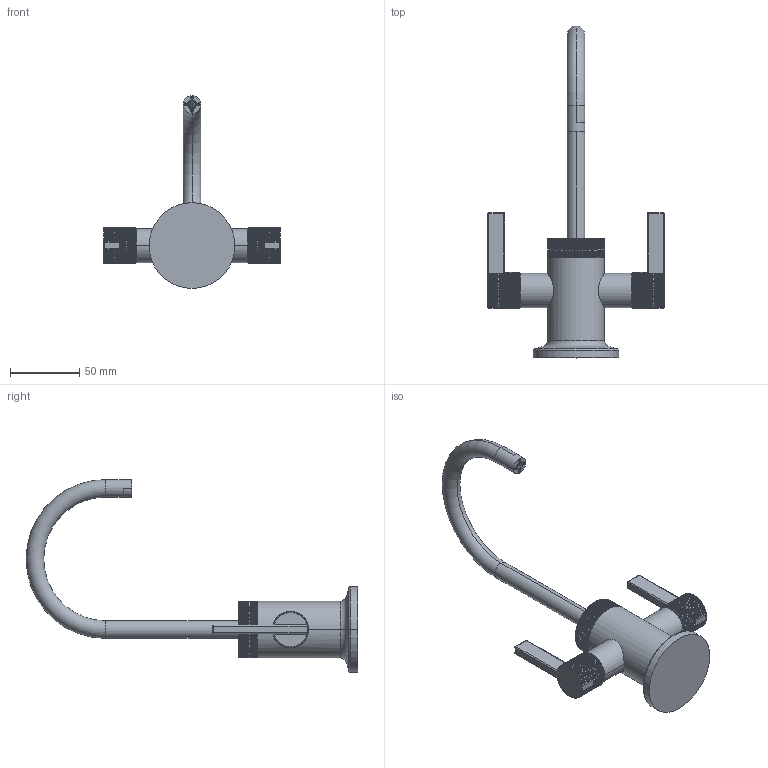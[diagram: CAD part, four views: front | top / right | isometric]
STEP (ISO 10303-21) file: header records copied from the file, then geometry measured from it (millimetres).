
FILE_DESCRIPTION((''),'2;1');
FILE_NAME('3230-5603','2025-04-23T00:16:54',('SwamiS'),(''),'CREO PARAMETRIC BY PTC INC, 2023134','CREO PARAMETRIC BY PTC INC, 2023134','');
FILE_SCHEMA(('CONFIG_CONTROL_DESIGN'));
Length unit declared in the file: inch
Products named in the file (1): 3230-5603
Bounding box: 127.05 x 238.76 x 138.81 mm (x, y, z)
Volume: 186818.5 mm3; surface area: 53162.7 mm2
Topology: 1 solids, 1 shells, 977 faces, 2790 edges, 1824 vertices
Faces by surface type: plane 573, cylinder 342, cone 24, torus 20, sphere 16, bspline 2
Entity records: 39646 total; most frequent: CARTESIAN_POINT 15525, ORIENTED_EDGE 5564, DIRECTION 4440, EDGE_CURVE 2782, VERTEX_POINT 1824, AXIS2_PLACEMENT_3D 1707, VECTOR 1026, LINE 1026
